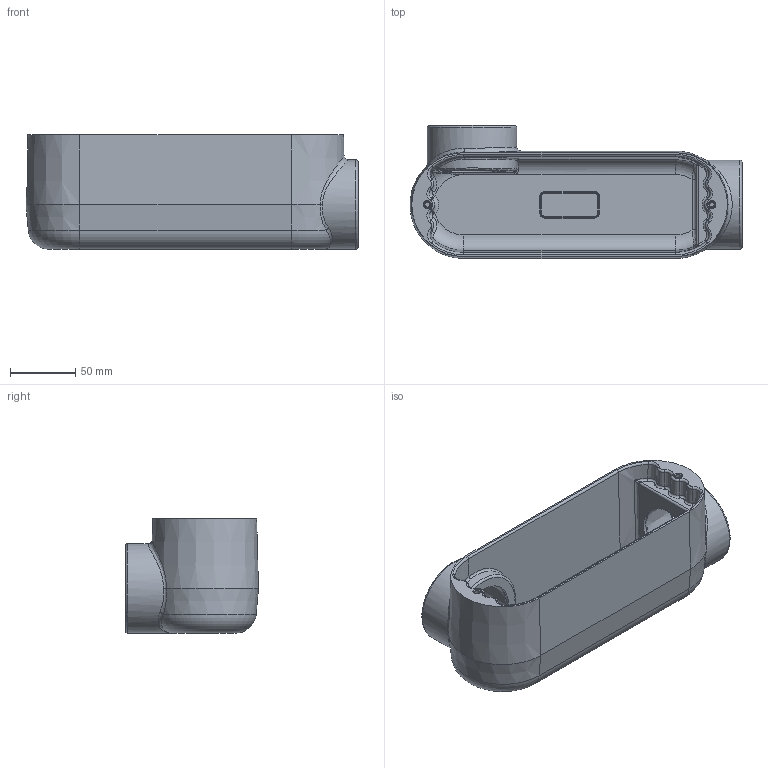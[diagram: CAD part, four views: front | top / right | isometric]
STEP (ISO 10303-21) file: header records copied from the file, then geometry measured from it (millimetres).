
FILE_DESCRIPTION(/* description */ (''),/* implementation_level */ '2;1');
FILE_NAME(/* name */ 'KIL_OLL-6.stp',/* time_stamp */ '2019-11-22T15:13:29+06:00',/* author */ ('kr'),/* organization */ (''),/* preprocessor_version */ 'ST-DEVELOPER v16.13',/* originating_system */ 'Autodesk Inventor 2018',/* authorisation */ '');
FILE_SCHEMA (('AUTOMOTIVE_DESIGN { 1 0 10303 214 3 1 1 }'));
Length unit declared in the file: inch
Products named in the file (1): 18250-1
Bounding box: 253.74 x 101.6 x 87.31 mm (x, y, z)
Volume: 343723.7 mm3; surface area: 135448 mm2
Topology: 1 solids, 1 shells, 182 faces, 421 edges, 240 vertices
Faces by surface type: torus 52, bspline 47, cylinder 38, plane 23, cone 22
Full cylindrical faces by diameter (mm): 50.902 x2, 68.275 x2
Entity records: 10575 total; most frequent: CARTESIAN_POINT 6710, DIRECTION 818, ORIENTED_EDGE 780, EDGE_CURVE 390, AXIS2_PLACEMENT_3D 373, VERTEX_POINT 235, CIRCLE 216, EDGE_LOOP 211
